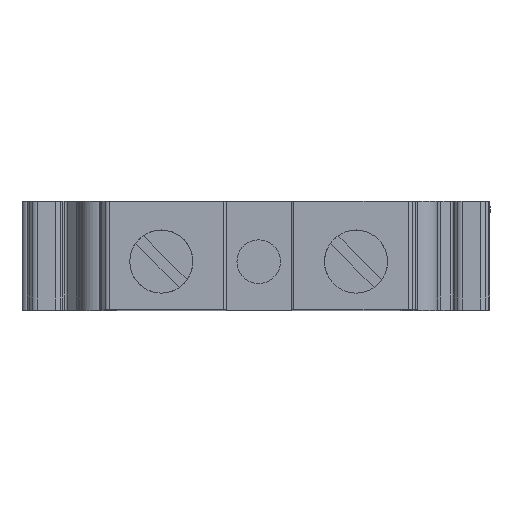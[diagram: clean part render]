
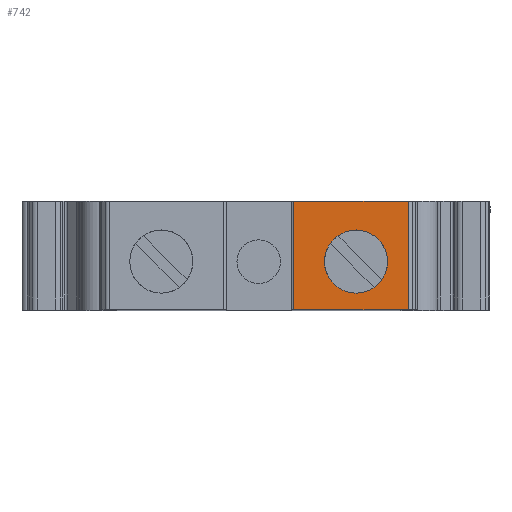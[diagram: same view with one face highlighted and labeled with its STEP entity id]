
A CAD part, top view. The second image highlights one B-rep face of the part: STEP entity #742.
In plain terms, the highlighted planar face has unit normal (0, 0, 1).
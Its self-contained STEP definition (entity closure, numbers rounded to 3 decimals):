
#123 = DIRECTION ( 'NONE',  ( 0., 0., -1. ) ) ;
#330 = CARTESIAN_POINT ( 'NONE',  ( -14.15, 0., 40.35 ) ) ;
#627 = PLANE ( 'NONE',  #4893 ) ;
#693 = EDGE_LOOP ( 'NONE', ( #5685 ) ) ;
#742 = ADVANCED_FACE ( 'NONE', ( #5259, #2150 ), #627, .F. ) ;
#1112 = LINE ( 'NONE', #2709, #1198 ) ;
#1198 = VECTOR ( 'NONE', #4265, 1000. ) ;
#1408 = VERTEX_POINT ( 'NONE', #4402 ) ;
#1655 = CARTESIAN_POINT ( 'NONE',  ( -5.5, 4.45, 40.35 ) ) ;
#1716 = ORIENTED_EDGE ( 'NONE', *, *, #5033, .F. ) ;
#1911 = EDGE_CURVE ( 'NONE', #5694, #1408, #1975, .T. ) ;
#1975 = LINE ( 'NONE', #6669, #3413 ) ;
#2007 = ORIENTED_EDGE ( 'NONE', *, *, #5348, .T. ) ;
#2150 = FACE_OUTER_BOUND ( 'NONE', #4987, .T. ) ;
#2289 = ORIENTED_EDGE ( 'NONE', *, *, #3880, .T. ) ;
#2315 = CARTESIAN_POINT ( 'NONE',  ( -8.4, 4.45, 40.35 ) ) ;
#2709 = CARTESIAN_POINT ( 'NONE',  ( -3.596, 10., 40.35 ) ) ;
#2747 = CARTESIAN_POINT ( 'NONE',  ( -3.596, 0., 40.35 ) ) ;
#2868 = VECTOR ( 'NONE', #3105, 1000. ) ;
#3105 = DIRECTION ( 'NONE',  ( 0., -1., 0. ) ) ;
#3120 = VECTOR ( 'NONE', #6546, 1000. ) ;
#3236 = CARTESIAN_POINT ( 'NONE',  ( -5.5, 10., 40.35 ) ) ;
#3413 = VECTOR ( 'NONE', #5658, 1000. ) ;
#3880 = EDGE_CURVE ( 'NONE', #5154, #4627, #4998, .T. ) ;
#3886 = ORIENTED_EDGE ( 'NONE', *, *, #1911, .F. ) ;
#3937 = DIRECTION ( 'NONE',  ( 0., 0., 1. ) ) ;
#4238 = VERTEX_POINT ( 'NONE', #1655 ) ;
#4265 = DIRECTION ( 'NONE',  ( 0., -1., 0. ) ) ;
#4402 = CARTESIAN_POINT ( 'NONE',  ( -3.596, 10., 40.35 ) ) ;
#4490 = CARTESIAN_POINT ( 'NONE',  ( -5.5, 0., 40.35 ) ) ;
#4627 = VERTEX_POINT ( 'NONE', #2747 ) ;
#4890 = DIRECTION ( 'NONE',  ( 1., 0., 0. ) ) ;
#4893 = AXIS2_PLACEMENT_3D ( 'NONE', #3236, #123, #6307 ) ;
#4987 = EDGE_LOOP ( 'NONE', ( #2289, #1716, #3886, #2007 ) ) ;
#4998 = LINE ( 'NONE', #4490, #3120 ) ;
#5033 = EDGE_CURVE ( 'NONE', #1408, #4627, #1112, .T. ) ;
#5154 = VERTEX_POINT ( 'NONE', #330 ) ;
#5157 = CARTESIAN_POINT ( 'NONE',  ( -14.15, 10., 40.35 ) ) ;
#5259 = FACE_BOUND ( 'NONE', #693, .T. ) ;
#5348 = EDGE_CURVE ( 'NONE', #5694, #5154, #6136, .T. ) ;
#5604 = CARTESIAN_POINT ( 'NONE',  ( -14.15, 10., 40.35 ) ) ;
#5658 = DIRECTION ( 'NONE',  ( 1., 0., 0. ) ) ;
#5685 = ORIENTED_EDGE ( 'NONE', *, *, #5969, .F. ) ;
#5694 = VERTEX_POINT ( 'NONE', #5157 ) ;
#5969 = EDGE_CURVE ( 'NONE', #4238, #4238, #6090, .T. ) ;
#6090 = CIRCLE ( 'NONE', #6425, 2.9 ) ;
#6136 = LINE ( 'NONE', #5604, #2868 ) ;
#6307 = DIRECTION ( 'NONE',  ( 0., -1., 0. ) ) ;
#6425 = AXIS2_PLACEMENT_3D ( 'NONE', #2315, #3937, #4890 ) ;
#6546 = DIRECTION ( 'NONE',  ( 1., 0., 0. ) ) ;
#6669 = CARTESIAN_POINT ( 'NONE',  ( -14.15, 10., 40.35 ) ) ;
